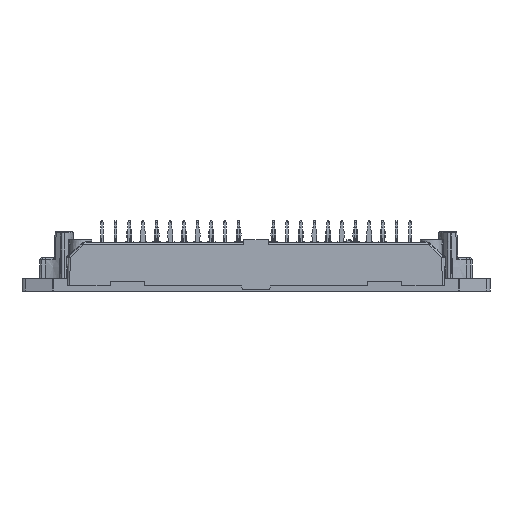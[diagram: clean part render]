
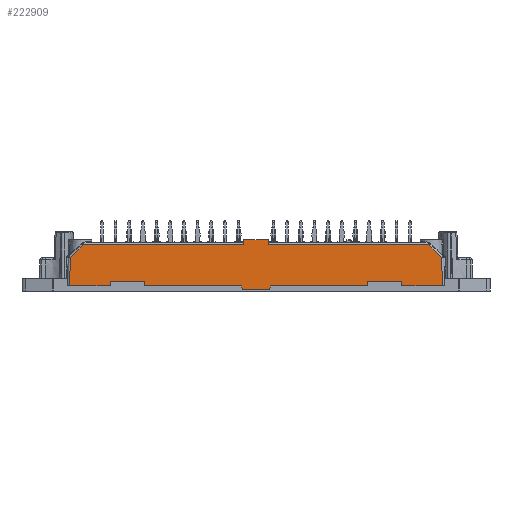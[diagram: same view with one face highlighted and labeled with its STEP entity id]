
A CAD part, front view. The second image highlights one B-rep face of the part: STEP entity #222909.
In plain terms, the highlighted planar face has unit normal (0, -1, 0.026).
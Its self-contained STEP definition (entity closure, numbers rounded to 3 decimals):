
#28589=ORIENTED_EDGE('',*,*,#70606,.F.);
#28590=ORIENTED_EDGE('',*,*,#70607,.T.);
#28591=ORIENTED_EDGE('',*,*,#70608,.F.);
#28592=ORIENTED_EDGE('',*,*,#70609,.T.);
#28593=ORIENTED_EDGE('',*,*,#70610,.T.);
#28594=ORIENTED_EDGE('',*,*,#68936,.F.);
#28595=ORIENTED_EDGE('',*,*,#68934,.T.);
#28596=ORIENTED_EDGE('',*,*,#70338,.F.);
#28597=ORIENTED_EDGE('',*,*,#68929,.T.);
#28598=ORIENTED_EDGE('',*,*,#70459,.T.);
#28599=ORIENTED_EDGE('',*,*,#68927,.T.);
#28600=ORIENTED_EDGE('',*,*,#68925,.T.);
#28601=ORIENTED_EDGE('',*,*,#70611,.T.);
#28602=ORIENTED_EDGE('',*,*,#70612,.F.);
#28603=ORIENTED_EDGE('',*,*,#70613,.T.);
#28604=ORIENTED_EDGE('',*,*,#70614,.T.);
#28605=ORIENTED_EDGE('',*,*,#70615,.T.);
#28606=ORIENTED_EDGE('',*,*,#68957,.F.);
#28607=ORIENTED_EDGE('',*,*,#68961,.T.);
#28608=ORIENTED_EDGE('',*,*,#68966,.F.);
#28609=ORIENTED_EDGE('',*,*,#68967,.F.);
#28610=ORIENTED_EDGE('',*,*,#68971,.T.);
#68925=EDGE_CURVE('',#87869,#88206,#107765,.T.);
#68927=EDGE_CURVE('',#88208,#87869,#107767,.T.);
#68929=EDGE_CURVE('',#88209,#88210,#107768,.F.);
#68934=EDGE_CURVE('',#87872,#88212,#107772,.F.);
#68936=EDGE_CURVE('',#87872,#88214,#107774,.T.);
#68957=EDGE_CURVE('',#88229,#88230,#107791,.F.);
#68961=EDGE_CURVE('',#88229,#88233,#107795,.T.);
#68966=EDGE_CURVE('',#88236,#88233,#107800,.F.);
#68967=EDGE_CURVE('',#88237,#88236,#107801,.T.);
#68971=EDGE_CURVE('',#88237,#88239,#107805,.F.);
#70338=EDGE_CURVE('',#88209,#88212,#108389,.T.);
#70459=EDGE_CURVE('',#88210,#88208,#108440,.T.);
#70606=EDGE_CURVE('',#89441,#88239,#108496,.F.);
#70607=EDGE_CURVE('',#89441,#89442,#108497,.F.);
#70608=EDGE_CURVE('',#89443,#89442,#108498,.F.);
#70609=EDGE_CURVE('',#89443,#89444,#108499,.F.);
#70610=EDGE_CURVE('',#89444,#88214,#108500,.F.);
#70611=EDGE_CURVE('',#88206,#89445,#108501,.F.);
#70612=EDGE_CURVE('',#89446,#89445,#108502,.F.);
#70613=EDGE_CURVE('',#89446,#89447,#108503,.F.);
#70614=EDGE_CURVE('',#89447,#89448,#108504,.F.);
#70615=EDGE_CURVE('',#89448,#88230,#108505,.F.);
#87869=VERTEX_POINT('',#310340);
#87872=VERTEX_POINT('',#310350);
#88206=VERTEX_POINT('',#314541);
#88208=VERTEX_POINT('',#314547);
#88209=VERTEX_POINT('',#314551);
#88210=VERTEX_POINT('',#314552);
#88212=VERTEX_POINT('',#314559);
#88214=VERTEX_POINT('',#314565);
#88229=VERTEX_POINT('',#314630);
#88230=VERTEX_POINT('',#314631);
#88233=VERTEX_POINT('',#314639);
#88236=VERTEX_POINT('',#314647);
#88237=VERTEX_POINT('',#314651);
#88239=VERTEX_POINT('',#314657);
#89441=VERTEX_POINT('',#319993);
#89442=VERTEX_POINT('',#319995);
#89443=VERTEX_POINT('',#319997);
#89444=VERTEX_POINT('',#319999);
#89445=VERTEX_POINT('',#320002);
#89446=VERTEX_POINT('',#320004);
#89447=VERTEX_POINT('',#320006);
#89448=VERTEX_POINT('',#320008);
#107765=LINE('',#314542,#126862);
#107767=LINE('',#314546,#126864);
#107768=LINE('',#314550,#126865);
#107772=LINE('',#314560,#126869);
#107774=LINE('',#314564,#126871);
#107791=LINE('',#314629,#126888);
#107795=LINE('',#314638,#126892);
#107800=LINE('',#314648,#126897);
#107801=LINE('',#314650,#126898);
#107805=LINE('',#314659,#126902);
#108389=LINE('',#318986,#127486);
#108440=LINE('',#319410,#127537);
#108496=LINE('',#319992,#127593);
#108497=LINE('',#319994,#127594);
#108498=LINE('',#319996,#127595);
#108499=LINE('',#319998,#127596);
#108500=LINE('',#320000,#127597);
#108501=LINE('',#320001,#127598);
#108502=LINE('',#320003,#127599);
#108503=LINE('',#320005,#127600);
#108504=LINE('',#320007,#127601);
#108505=LINE('',#320009,#127602);
#126862=VECTOR('',#261510,1000.);
#126864=VECTOR('',#261514,1000.);
#126865=VECTOR('',#261519,1000.);
#126869=VECTOR('',#261527,1000.);
#126871=VECTOR('',#261531,1000.);
#126888=VECTOR('',#261564,1000.);
#126892=VECTOR('',#261570,1000.);
#126897=VECTOR('',#261577,1000.);
#126898=VECTOR('',#261580,1000.);
#126902=VECTOR('',#261586,1000.);
#127486=VECTOR('',#263730,1000.);
#127537=VECTOR('',#263873,1000.);
#127593=VECTOR('',#264061,1000.);
#127594=VECTOR('',#264062,1000.);
#127595=VECTOR('',#264063,1000.);
#127596=VECTOR('',#264064,1000.);
#127597=VECTOR('',#264065,1000.);
#127598=VECTOR('',#264066,1000.);
#127599=VECTOR('',#264067,1000.);
#127600=VECTOR('',#264068,1000.);
#127601=VECTOR('',#264069,1000.);
#127602=VECTOR('',#264070,1000.);
#137997=EDGE_LOOP('',(#28589,#28590,#28591,#28592,#28593,#28594,#28595,
#28596,#28597,#28598,#28599,#28600,#28601,#28602,#28603,#28604,#28605,#28606,
#28607,#28608,#28609,#28610));
#147087=FACE_BOUND('',#137997,.T.);
#155625=PLANE('',#232282);
#222909=ADVANCED_FACE('',(#147087),#155625,.T.);
#232282=AXIS2_PLACEMENT_3D('',#319991,#264059,#264060);
#261510=DIRECTION('',(-0.707,-0.019,-0.707));
#261514=DIRECTION('',(-1.,0.,0.));
#261519=DIRECTION('',(1.,0.,0.));
#261527=DIRECTION('',(1.,0.,0.));
#261531=DIRECTION('',(0.707,-0.019,-0.707));
#261564=DIRECTION('',(1.,0.,0.));
#261570=DIRECTION('',(0.174,-0.026,-0.984));
#261577=DIRECTION('',(1.,0.,0.));
#261580=DIRECTION('',(-0.174,-0.026,-0.984));
#261586=DIRECTION('',(-1.,0.,0.));
#263730=DIRECTION('',(0.017,-0.026,-1.));
#263873=DIRECTION('',(-0.017,-0.026,-1.));
#264059=DIRECTION('',(0.,-1.,0.026));
#264060=DIRECTION('',(0.,-0.026,-1.));
#264061=DIRECTION('',(0.,0.026,1.));
#264062=DIRECTION('',(-1.,0.,0.));
#264063=DIRECTION('',(0.,-0.026,-1.));
#264064=DIRECTION('',(-1.,0.,0.));
#264065=DIRECTION('',(0.026,-0.026,-0.999));
#264066=DIRECTION('',(0.026,0.026,0.999));
#264067=DIRECTION('',(1.,0.,0.));
#264068=DIRECTION('',(0.,-0.026,-1.));
#264069=DIRECTION('',(-1.,0.,0.));
#264070=DIRECTION('',(0.,0.026,1.));
#310340=CARTESIAN_POINT('',(-40.443,-30.719,7.363));
#310350=CARTESIAN_POINT('',(40.443,-30.719,7.363));
#314541=CARTESIAN_POINT('',(-43.474,-30.798,4.332));
#314542=CARTESIAN_POINT('',(-23.298,-30.27,24.508));
#314546=CARTESIAN_POINT('',(0.,-30.719,7.363));
#314547=CARTESIAN_POINT('',(-2.845,-30.719,7.363));
#314550=CARTESIAN_POINT('',(0.,-30.689,8.5));
#314551=CARTESIAN_POINT('',(2.825,-30.689,8.5));
#314552=CARTESIAN_POINT('',(-2.825,-30.689,8.5));
#314559=CARTESIAN_POINT('',(2.845,-30.719,7.363));
#314560=CARTESIAN_POINT('',(0.,-30.719,7.363));
#314564=CARTESIAN_POINT('',(23.298,-30.27,24.508));
#314565=CARTESIAN_POINT('',(43.474,-30.798,4.332));
#314629=CARTESIAN_POINT('',(0.,-30.972,-2.3));
#314630=CARTESIAN_POINT('',(-3.359,-30.972,-2.3));
#314631=CARTESIAN_POINT('',(-26.147,-30.972,-2.3));
#314638=CARTESIAN_POINT('',(-3.861,-30.897,0.546));
#314639=CARTESIAN_POINT('',(-3.218,-30.993,-3.1));
#314647=CARTESIAN_POINT('',(3.218,-30.993,-3.1));
#314648=CARTESIAN_POINT('',(3.5,-30.993,-3.1));
#314650=CARTESIAN_POINT('',(3.861,-30.897,0.546));
#314651=CARTESIAN_POINT('',(3.359,-30.972,-2.3));
#314657=CARTESIAN_POINT('',(26.147,-30.972,-2.3));
#314659=CARTESIAN_POINT('',(0.,-30.972,-2.3));
#318986=CARTESIAN_POINT('',(2.849,-30.725,7.119));
#319410=CARTESIAN_POINT('',(-2.849,-30.725,7.119));
#319991=CARTESIAN_POINT('',(0.,-30.879,1.226));
#319992=CARTESIAN_POINT('',(26.147,-30.879,1.226));
#319993=CARTESIAN_POINT('',(26.147,-30.945,-1.3));
#319994=CARTESIAN_POINT('',(0.,-30.945,-1.3));
#319995=CARTESIAN_POINT('',(34.147,-30.945,-1.3));
#319996=CARTESIAN_POINT('',(34.147,-30.879,1.226));
#319997=CARTESIAN_POINT('',(34.147,-30.972,-2.3));
#319998=CARTESIAN_POINT('',(0.,-30.972,-2.3));
#319999=CARTESIAN_POINT('',(43.647,-30.972,-2.3));
#320000=CARTESIAN_POINT('',(43.525,-30.849,2.365));
#320001=CARTESIAN_POINT('',(-43.525,-30.849,2.365));
#320002=CARTESIAN_POINT('',(-43.647,-30.972,-2.3));
#320003=CARTESIAN_POINT('',(0.,-30.972,-2.3));
#320004=CARTESIAN_POINT('',(-34.147,-30.972,-2.3));
#320005=CARTESIAN_POINT('',(-34.147,-30.879,1.226));
#320006=CARTESIAN_POINT('',(-34.147,-30.945,-1.3));
#320007=CARTESIAN_POINT('',(0.,-30.945,-1.3));
#320008=CARTESIAN_POINT('',(-26.147,-30.945,-1.3));
#320009=CARTESIAN_POINT('',(-26.147,-30.879,1.226));
